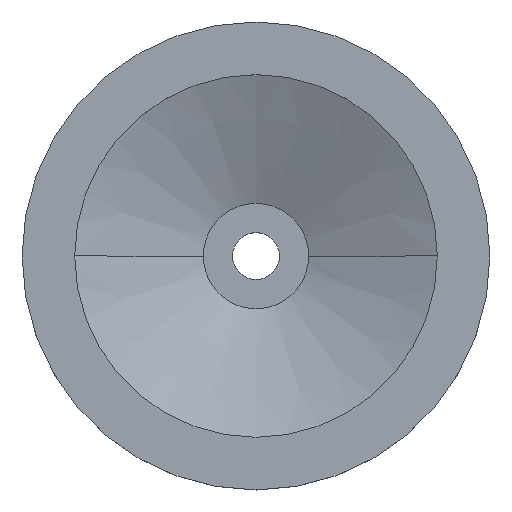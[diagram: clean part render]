
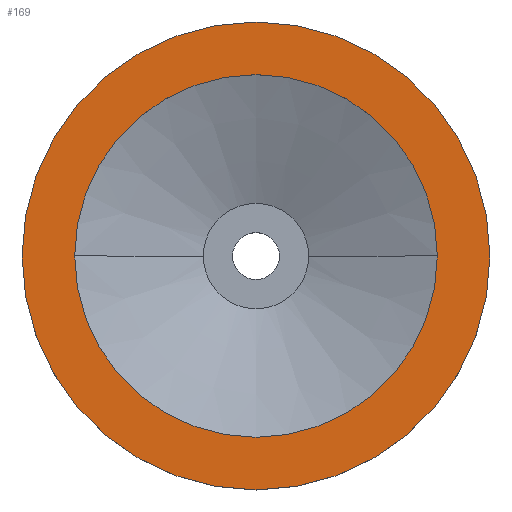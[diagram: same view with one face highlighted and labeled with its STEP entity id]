
A CAD part, top view. The second image highlights one B-rep face of the part: STEP entity #169.
In plain terms, the highlighted planar face has unit normal (0, 0, 1).
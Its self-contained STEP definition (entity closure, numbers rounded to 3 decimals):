
#109=EDGE_CURVE('',#223,#155,#295,.T.);
#133=EDGE_CURVE('',#165,#211,#324,.T.);
#143=EDGE_CURVE('',#211,#165,#334,.T.);
#155=VERTEX_POINT('',#351);
#157=EDGE_CURVE('',#155,#223,#353,.T.);
#165=VERTEX_POINT('',#362);
#169=ADVANCED_FACE('',(#366,#367),#368,.T.);
#211=VERTEX_POINT('',#414);
#223=VERTEX_POINT('',#427);
#295=CIRCLE('',#496,62.0);
#324=CIRCLE('',#532,80.0);
#334=CIRCLE('',#549,80.0);
#351=CARTESIAN_POINT('',(-62.0,0.,39.0));
#353=CIRCLE('',#569,62.0);
#362=CARTESIAN_POINT('',(-80.0,0.,39.0));
#366=FACE_OUTER_BOUND('',#585,.T.);
#367=FACE_BOUND('',#586,.T.);
#368=PLANE('',#587);
#414=CARTESIAN_POINT('',(80.0,0.,39.0));
#427=CARTESIAN_POINT('',(62.0,0.,39.0));
#496=AXIS2_PLACEMENT_3D('',#744,#745,#746);
#532=AXIS2_PLACEMENT_3D('',#779,#780,#781);
#549=AXIS2_PLACEMENT_3D('',#790,#791,#792);
#569=AXIS2_PLACEMENT_3D('',#825,#826,#827);
#585=EDGE_LOOP('',(#841,#842));
#586=EDGE_LOOP('',(#843,#844));
#587=AXIS2_PLACEMENT_3D('',#845,#846,#847);
#744=CARTESIAN_POINT('',(0.,0.,39.0));
#745=DIRECTION('',(-0.0,0.0,-1.0));
#746=DIRECTION('',(-1.0,0.,0.0));
#779=CARTESIAN_POINT('',(0.,0.,39.0));
#780=DIRECTION('',(-0.0,0.0,-1.0));
#781=DIRECTION('',(-1.0,0.,0.0));
#790=CARTESIAN_POINT('',(0.,0.,39.0));
#791=DIRECTION('',(-0.0,0.0,-1.0));
#792=DIRECTION('',(-1.0,0.,0.0));
#825=CARTESIAN_POINT('',(0.,0.,39.0));
#826=DIRECTION('',(-0.0,0.0,-1.0));
#827=DIRECTION('',(-1.0,0.,0.0));
#841=ORIENTED_EDGE('',*,*,#133,.F.);
#842=ORIENTED_EDGE('',*,*,#143,.F.);
#843=ORIENTED_EDGE('',*,*,#157,.T.);
#844=ORIENTED_EDGE('',*,*,#109,.T.);
#845=CARTESIAN_POINT('',(-71.0,0.,39.0));
#846=DIRECTION('',(0.0,0.0,1.0));
#847=DIRECTION('',(-1.0,0.,0.0));
